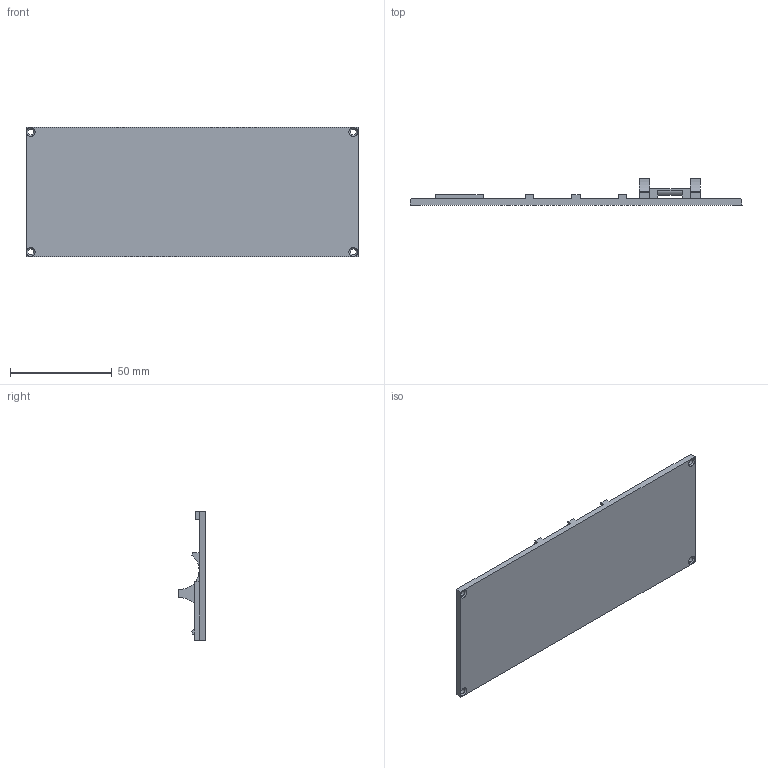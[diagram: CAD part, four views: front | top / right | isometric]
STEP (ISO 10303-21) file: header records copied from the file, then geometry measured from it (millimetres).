
FILE_DESCRIPTION(('FreeCAD Model'),'2;1');
FILE_NAME('Open CASCADE Shape Model','2025-11-12T14:43:51',('Author'),( ''),'Open CASCADE STEP processor 7.8','FreeCAD','Unknown');
FILE_SCHEMA(('AUTOMOTIVE_DESIGN { 1 0 10303 214 1 1 1 1 }'));
Length unit declared in the file: millimetre
Products named in the file (1): Bottom
Bounding box: 163.52 x 13 x 63.59 mm (x, y, z)
Volume: 32495.3 mm3; surface area: 23847.2 mm2
Topology: 1 solids, 1 shells, 86 faces, 229 edges, 148 vertices
Faces by surface type: plane 70, cylinder 12, cone 4
Full cylindrical faces by diameter (mm): 3 x6
Entity records: 2679 total; most frequent: CARTESIAN_POINT 464, ORIENTED_EDGE 458, DIRECTION 439, EDGE_CURVE 229, LINE 193, VECTOR 193, VERTEX_POINT 148, AXIS2_PLACEMENT_3D 123
